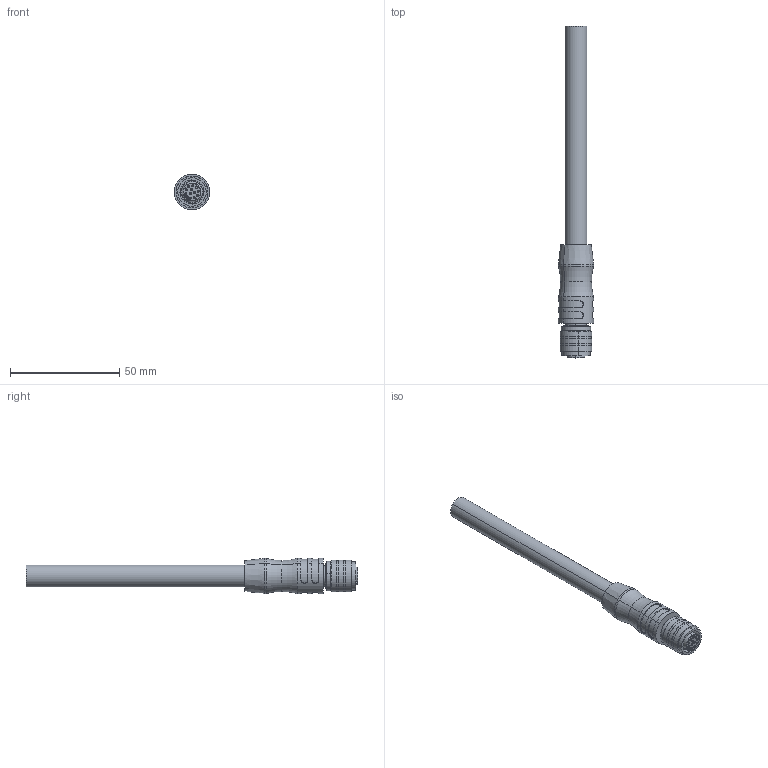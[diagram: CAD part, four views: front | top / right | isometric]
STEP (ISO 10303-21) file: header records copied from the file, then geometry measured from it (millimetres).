
FILE_DESCRIPTION((''),'2;1');
FILE_NAME('EK12-M-S10_ASM','2019-03-26T',('xin.jin'),(''),'PRO/ENGINEER BY PARAMETRIC TECHNOLOGY CORPORATION, 2012060','PRO/ENGINEER BY PARAMETRIC TECHNOLOGY CORPORATION, 2012060','');
FILE_SCHEMA(('AUTOMOTIVE_DESIGN { 1 0 10303 214 1 1 1 1 }'));
Length unit declared in the file: millimetre
Products named in the file (1): EK12-M-S10_ASM
Bounding box: 16.17 x 151.9 x 16.17 mm (x, y, z)
Volume: 15347.1 mm3; surface area: 8398.5 mm2
Topology: 2 solids, 5 shells, 525 faces, 1415 edges, 924 vertices
Faces by surface type: cylinder 300, plane 145, bspline 34, cone 30, torus 16
Entity records: 19124 total; most frequent: CARTESIAN_POINT 5535, DIRECTION 2979, ORIENTED_EDGE 2814, EDGE_CURVE 1415, AXIS2_PLACEMENT_3D 1192, VERTEX_POINT 924, CIRCLE 700, VECTOR 595
